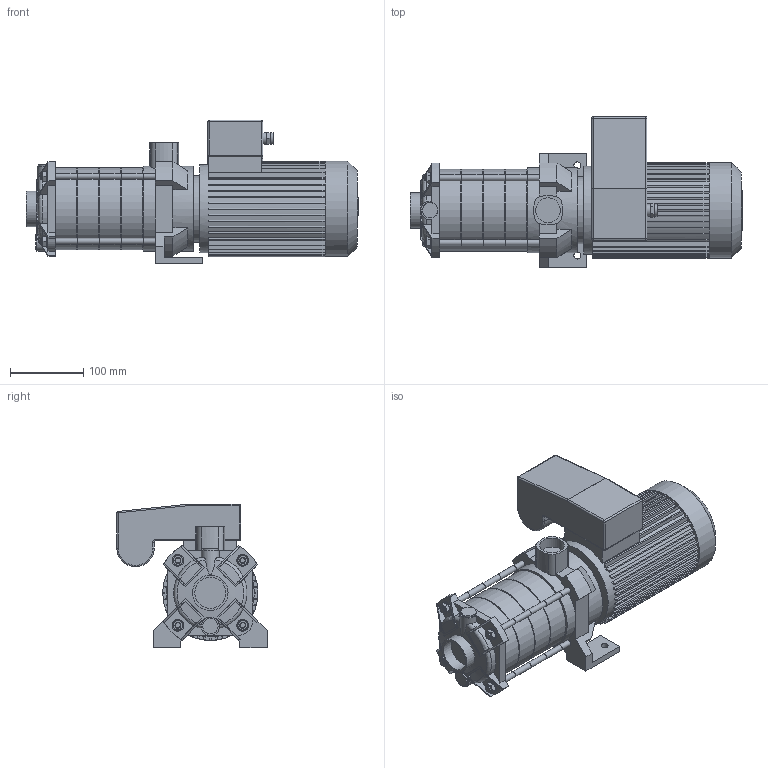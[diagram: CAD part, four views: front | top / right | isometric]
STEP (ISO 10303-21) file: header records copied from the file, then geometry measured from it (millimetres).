
FILE_DESCRIPTION(/* description */ (''),/* implementation_level */ '2;1');
FILE_NAME(/* name */ '3d_MEDANACH1-LC.604-5_E_A_10T-4233379.stp',/* time_stamp */ '2020-11-04T13:30:47+01:00',/* author */ ('Andrzej'),/* organization */ (''),/* preprocessor_version */ 'ST-DEVELOPER v16.13',/* originating_system */ 'AutoCAD Mechanical',/* authorisation */ '');
FILE_SCHEMA (('AUTOMOTIVE_DESIGN { 1 0 10303 214 3 1 1 }'));
Length unit declared in the file: millimetre
Products named in the file (1): Product
Bounding box: 452.8 x 205 x 196 mm (x, y, z)
Volume: 5827087.2 mm3; surface area: 515929.5 mm2
Topology: 37 solids, 37 shells, 641 faces, 1542 edges, 987 vertices
Faces by surface type: plane 374, cylinder 150, cone 66, bspline 28, torus 15, sphere 8
Full cylindrical faces by diameter (mm): 8 x24, 9.5 x2, 16 x6, 21 x2, 25 x1, 33.7 x1, 42.4 x1, 48.4 x1, 91 x1, 110 x4, 112 x4, 116 x2, 120 x1, 130 x1
Entity records: 18980 total; most frequent: CARTESIAN_POINT 4551, DIRECTION 2959, ORIENTED_EDGE 2938, EDGE_CURVE 1469, AXIS2_PLACEMENT_3D 1091, VERTEX_POINT 977, LINE 777, VECTOR 777
